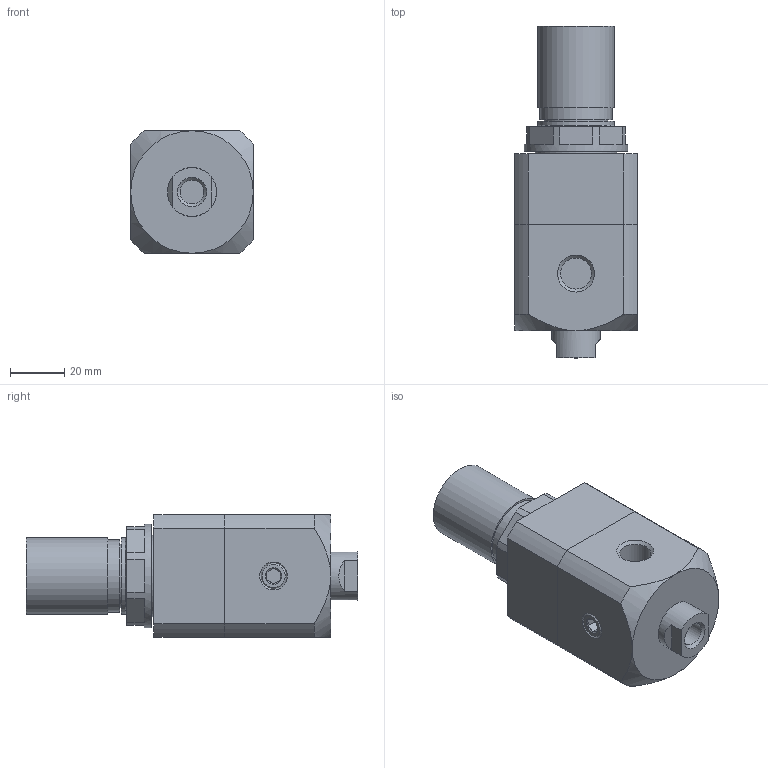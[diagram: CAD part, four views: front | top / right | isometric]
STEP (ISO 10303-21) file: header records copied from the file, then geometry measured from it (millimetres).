
FILE_DESCRIPTION(/* description */ ('REGOLATORE DI PRECISIONE 1/4"'),/* implementation_level */ '2;1');
FILE_NAME(/* name */ '17112B_.stp',/* time_stamp */ '2019-11-11T08:52:48+01:00',/* author */ ('maniean1'),/* organization */ ('Pneumax S.p.A.'),/* preprocessor_version */ 'ST-DEVELOPER v17',/* originating_system */ 'Autodesk Inventor 2019',/* authorisation */ '');
FILE_SCHEMA (('AUTOMOTIVE_DESIGN { 1 0 10303 214 3 1 1 }'));
Length unit declared in the file: millimetre
Products named in the file (4): 17112B_; 17112B__1; RS/1701/12; RK/1701/020
Assembly tree (3 placements, depth 2):
  17112B_
    17112B__1
    RS/1701/12
    RK/1701/020
Bounding box: 45 x 122 x 45 mm (x, y, z)
Volume: 159404.5 mm3; surface area: 24389.4 mm2
Topology: 3 solids, 3 shells, 92 faces, 237 edges, 161 vertices
Faces by surface type: plane 50, cylinder 24, cone 17, torus 1
Full cylindrical faces by diameter (mm): 6.5 x1, 8.5 x1, 8.566 x2, 8.7 x1, 10 x1, 11.445 x2, 18 x1, 23.5 x1, 26.5 x1, 28 x2, 30 x2, 38 x1
Entity records: 3074 total; most frequent: CARTESIAN_POINT 535, DIRECTION 523, ORIENTED_EDGE 470, EDGE_CURVE 235, AXIS2_PLACEMENT_3D 209, VERTEX_POINT 161, CIRCLE 107, EDGE_LOOP 106
